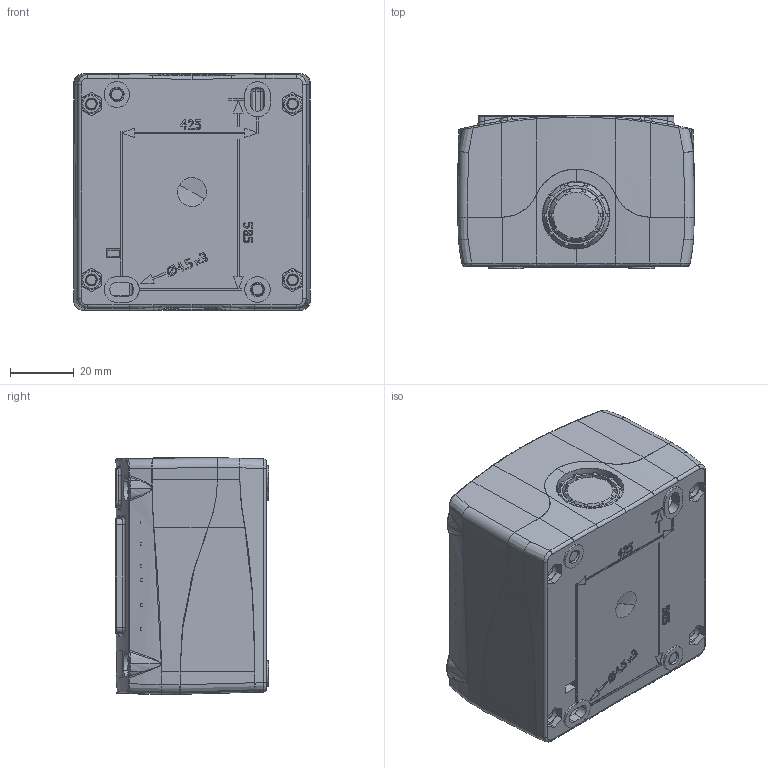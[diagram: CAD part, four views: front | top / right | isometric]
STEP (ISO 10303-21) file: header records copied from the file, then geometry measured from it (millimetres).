
FILE_DESCRIPTION(('CATIA V5 STEP Exchange'),'2;1');
FILE_NAME('LBX0100J.stp','2011-03-09T07:16:04+00:00',('none'),('none'),'CATIA Version 5 Release 19 SP 5 (IN-10)','CATIA V5 STEP AP214','none');
FILE_SCHEMA(('AUTOMOTIVE_DESIGN { 1 0 10303 214 1 1 1 1 }'));
Products named in the file (5): LBX0100J; 097453000; 032161000; 090728000; 016619000
Assembly tree (10 placements, depth 2):
  LBX0100J
    097453000  x4
    032161000  x4
    090728000
    016619000
Bounding box: 74 x 47.9 x 74 mm (x, y, z)
Volume: 88726.6 mm3; surface area: 72428.7 mm2
Topology: 10 solids, 10 shells, 3064 faces, 8323 edges, 5277 vertices
Faces by surface type: plane 1474, bspline 691, cylinder 529, cone 286, torus 44, sphere 38, extrusion 2
Entity records: 119321 total; most frequent: CARTESIAN_POINT 49550, ORIENTED_EDGE 15648, EDGE_CURVE 7824, DIRECTION 7152, VERTEX_POINT 5004, B_SPLINE_CURVE_WITH_KNOTS 3765, VECTOR 3026, LINE 3024
